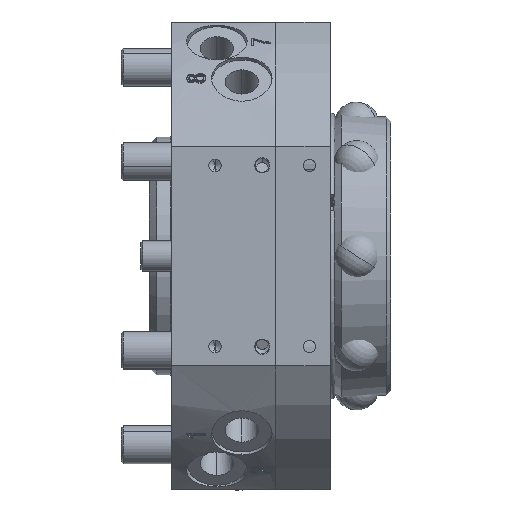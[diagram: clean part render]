
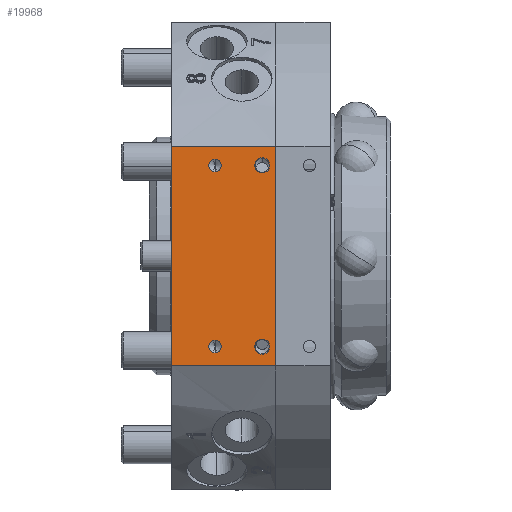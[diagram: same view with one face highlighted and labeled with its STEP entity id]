
A CAD part, left-side view. The second image highlights one B-rep face of the part: STEP entity #19968.
In plain terms, the highlighted planar face has unit normal (-1, 0, 0).
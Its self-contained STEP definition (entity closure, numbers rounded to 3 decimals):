
#368 = CARTESIAN_POINT ( 'NONE',  ( -62., -11.5, -24. ) ) ;
#628 = FACE_BOUND ( 'NONE', #49966, .T. ) ;
#1538 = DIRECTION ( 'NONE',  ( -1., 0., 0. ) ) ;
#1729 = ORIENTED_EDGE ( 'NONE', *, *, #28187, .T. ) ;
#1974 = CARTESIAN_POINT ( 'NONE',  ( -62., 0., 29.125 ) ) ;
#2042 = CARTESIAN_POINT ( 'NONE',  ( -62., 0., 0. ) ) ;
#2235 = DIRECTION ( 'NONE',  ( -1., 0., 0. ) ) ;
#2638 = CIRCLE ( 'NONE', #32838, 2. ) ;
#2780 = EDGE_CURVE ( 'NONE', #20730, #21329, #40573, .T. ) ;
#2841 = CARTESIAN_POINT ( 'NONE',  ( -62., -24., -24. ) ) ;
#3307 = EDGE_CURVE ( 'NONE', #47530, #4396, #16209, .T. ) ;
#4290 = DIRECTION ( 'NONE',  ( 0., 0., 1. ) ) ;
#4396 = VERTEX_POINT ( 'NONE', #30095 ) ;
#5464 = ORIENTED_EDGE ( 'NONE', *, *, #12826, .F. ) ;
#5854 = DIRECTION ( 'NONE',  ( -1., 0., 0. ) ) ;
#6012 = DIRECTION ( 'NONE',  ( 0., 0., -1. ) ) ;
#6578 = EDGE_CURVE ( 'NONE', #16786, #21807, #2638, .T. ) ;
#6826 = DIRECTION ( 'NONE',  ( 0., 0., 1. ) ) ;
#8500 = EDGE_LOOP ( 'NONE', ( #25652, #1729, #16885, #32443 ) ) ;
#8595 = FACE_BOUND ( 'NONE', #31948, .T. ) ;
#9906 = VECTOR ( 'NONE', #39043, 1000. ) ;
#10376 = EDGE_LOOP ( 'NONE', ( #27405, #44140 ) ) ;
#10797 = CARTESIAN_POINT ( 'NONE',  ( -62., -11.5, 25.65 ) ) ;
#11074 = LINE ( 'NONE', #17596, #20236 ) ;
#11847 = CARTESIAN_POINT ( 'NONE',  ( -62., -24., 24. ) ) ;
#12123 = CARTESIAN_POINT ( 'NONE',  ( -62., -27.6, -29.125 ) ) ;
#12623 = AXIS2_PLACEMENT_3D ( 'NONE', #36104, #12808, #40066 ) ;
#12808 = DIRECTION ( 'NONE',  ( -1., 0., 0. ) ) ;
#12826 = EDGE_CURVE ( 'NONE', #44613, #34978, #33359, .T. ) ;
#13646 = CARTESIAN_POINT ( 'NONE',  ( -62., -27.6, 29.125 ) ) ;
#14169 = VERTEX_POINT ( 'NONE', #1974 ) ;
#14962 = VERTEX_POINT ( 'NONE', #12123 ) ;
#15301 = EDGE_CURVE ( 'NONE', #21329, #20730, #32608, .T. ) ;
#15331 = CARTESIAN_POINT ( 'NONE',  ( -62., -11.5, 24. ) ) ;
#16209 = CIRCLE ( 'NONE', #21366, 1.65 ) ;
#16248 = AXIS2_PLACEMENT_3D ( 'NONE', #21107, #48256, #25036 ) ;
#16786 = VERTEX_POINT ( 'NONE', #39342 ) ;
#16885 = ORIENTED_EDGE ( 'NONE', *, *, #41407, .T. ) ;
#17596 = CARTESIAN_POINT ( 'NONE',  ( -62., 25.198, 29.125 ) ) ;
#18088 = EDGE_CURVE ( 'NONE', #14962, #38430, #30574, .T. ) ;
#18561 = LINE ( 'NONE', #2042, #27726 ) ;
#19083 = LINE ( 'NONE', #29345, #27031 ) ;
#19968 = ADVANCED_FACE ( 'NONE', ( #38440, #8595, #628, #48687, #39652 ), #20480, .T. ) ;
#20062 = DIRECTION ( 'NONE',  ( -1., 0., 0. ) ) ;
#20236 = VECTOR ( 'NONE', #21559, 1000. ) ;
#20480 = PLANE ( 'NONE',  #49657 ) ;
#20730 = VERTEX_POINT ( 'NONE', #45249 ) ;
#20828 = ORIENTED_EDGE ( 'NONE', *, *, #37511, .F. ) ;
#21107 = CARTESIAN_POINT ( 'NONE',  ( -62., -11.5, 24. ) ) ;
#21329 = VERTEX_POINT ( 'NONE', #22037 ) ;
#21366 = AXIS2_PLACEMENT_3D ( 'NONE', #15331, #5854, #29454 ) ;
#21559 = DIRECTION ( 'NONE',  ( 0., 1., 0. ) ) ;
#21807 = VERTEX_POINT ( 'NONE', #50231 ) ;
#22037 = CARTESIAN_POINT ( 'NONE',  ( -62., -24., -22. ) ) ;
#22996 = DIRECTION ( 'NONE',  ( 0., 0., 1. ) ) ;
#24002 = ORIENTED_EDGE ( 'NONE', *, *, #40757, .F. ) ;
#24238 = ORIENTED_EDGE ( 'NONE', *, *, #46405, .F. ) ;
#25036 = DIRECTION ( 'NONE',  ( 0., 0., 1. ) ) ;
#25602 = CARTESIAN_POINT ( 'NONE',  ( -62., -11.5, -24. ) ) ;
#25652 = ORIENTED_EDGE ( 'NONE', *, *, #32225, .T. ) ;
#27031 = VECTOR ( 'NONE', #33294, 1000. ) ;
#27405 = ORIENTED_EDGE ( 'NONE', *, *, #15301, .F. ) ;
#27653 = DIRECTION ( 'NONE',  ( -1., 0., 0. ) ) ;
#27726 = VECTOR ( 'NONE', #6012, 1000. ) ;
#28187 = EDGE_CURVE ( 'NONE', #14169, #33602, #18561, .T. ) ;
#28443 = CIRCLE ( 'NONE', #12623, 2. ) ;
#28804 = DIRECTION ( 'NONE',  ( 0., 0., 1. ) ) ;
#29345 = CARTESIAN_POINT ( 'NONE',  ( -62., 25.198, -29.125 ) ) ;
#29454 = DIRECTION ( 'NONE',  ( 0., 0., 1. ) ) ;
#29496 = DIRECTION ( 'NONE',  ( 0., 0., 1. ) ) ;
#29868 = CARTESIAN_POINT ( 'NONE',  ( -62., -11.5, -22.35 ) ) ;
#30095 = CARTESIAN_POINT ( 'NONE',  ( -62., -11.5, 22.35 ) ) ;
#30113 = DIRECTION ( 'NONE',  ( -1., 0., 0. ) ) ;
#30367 = EDGE_LOOP ( 'NONE', ( #36352, #24002 ) ) ;
#30574 = LINE ( 'NONE', #35088, #9906 ) ;
#31120 = AXIS2_PLACEMENT_3D ( 'NONE', #45071, #20062, #22996 ) ;
#31948 = EDGE_LOOP ( 'NONE', ( #5464, #24238 ) ) ;
#32225 = EDGE_CURVE ( 'NONE', #38430, #14169, #11074, .T. ) ;
#32443 = ORIENTED_EDGE ( 'NONE', *, *, #18088, .T. ) ;
#32608 = CIRCLE ( 'NONE', #32677, 2. ) ;
#32677 = AXIS2_PLACEMENT_3D ( 'NONE', #2841, #30113, #6826 ) ;
#32838 = AXIS2_PLACEMENT_3D ( 'NONE', #11847, #38512, #34609 ) ;
#33294 = DIRECTION ( 'NONE',  ( 0., -1., 0. ) ) ;
#33359 = CIRCLE ( 'NONE', #48845, 1.65 ) ;
#33602 = VERTEX_POINT ( 'NONE', #37872 ) ;
#34609 = DIRECTION ( 'NONE',  ( 0., 0., 1. ) ) ;
#34978 = VERTEX_POINT ( 'NONE', #40706 ) ;
#35088 = CARTESIAN_POINT ( 'NONE',  ( -62., -27.6, -62. ) ) ;
#36104 = CARTESIAN_POINT ( 'NONE',  ( -62., -24., 24. ) ) ;
#36352 = ORIENTED_EDGE ( 'NONE', *, *, #3307, .F. ) ;
#37511 = EDGE_CURVE ( 'NONE', #21807, #16786, #28443, .T. ) ;
#37872 = CARTESIAN_POINT ( 'NONE',  ( -62., 0., -29.125 ) ) ;
#38430 = VERTEX_POINT ( 'NONE', #13646 ) ;
#38440 = FACE_BOUND ( 'NONE', #30367, .T. ) ;
#38512 = DIRECTION ( 'NONE',  ( -1., 0., 0. ) ) ;
#39043 = DIRECTION ( 'NONE',  ( 0., 0., 1. ) ) ;
#39342 = CARTESIAN_POINT ( 'NONE',  ( -62., -24., 22. ) ) ;
#39652 = FACE_OUTER_BOUND ( 'NONE', #8500, .T. ) ;
#40066 = DIRECTION ( 'NONE',  ( 0., 0., 1. ) ) ;
#40469 = CIRCLE ( 'NONE', #16248, 1.65 ) ;
#40573 = CIRCLE ( 'NONE', #31120, 2. ) ;
#40706 = CARTESIAN_POINT ( 'NONE',  ( -62., -11.5, -25.65 ) ) ;
#40757 = EDGE_CURVE ( 'NONE', #4396, #47530, #40469, .T. ) ;
#41407 = EDGE_CURVE ( 'NONE', #33602, #14962, #19083, .T. ) ;
#44140 = ORIENTED_EDGE ( 'NONE', *, *, #2780, .F. ) ;
#44613 = VERTEX_POINT ( 'NONE', #29868 ) ;
#45071 = CARTESIAN_POINT ( 'NONE',  ( -62., -24., -24. ) ) ;
#45249 = CARTESIAN_POINT ( 'NONE',  ( -62., -24., -26. ) ) ;
#46405 = EDGE_CURVE ( 'NONE', #34978, #44613, #50428, .T. ) ;
#47530 = VERTEX_POINT ( 'NONE', #10797 ) ;
#48133 = CARTESIAN_POINT ( 'NONE',  ( -62., -27.6, -62. ) ) ;
#48230 = AXIS2_PLACEMENT_3D ( 'NONE', #368, #27653, #4290 ) ;
#48256 = DIRECTION ( 'NONE',  ( -1., 0., 0. ) ) ;
#48531 = ORIENTED_EDGE ( 'NONE', *, *, #6578, .F. ) ;
#48687 = FACE_BOUND ( 'NONE', #10376, .T. ) ;
#48845 = AXIS2_PLACEMENT_3D ( 'NONE', #25602, #2235, #29496 ) ;
#49657 = AXIS2_PLACEMENT_3D ( 'NONE', #48133, #1538, #28804 ) ;
#49966 = EDGE_LOOP ( 'NONE', ( #20828, #48531 ) ) ;
#50231 = CARTESIAN_POINT ( 'NONE',  ( -62., -24., 26. ) ) ;
#50428 = CIRCLE ( 'NONE', #48230, 1.65 ) ;
